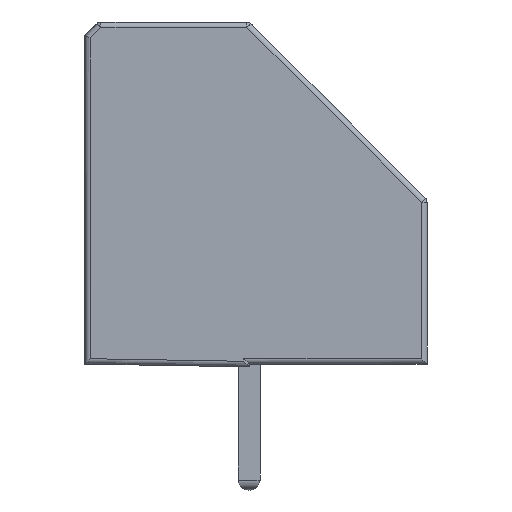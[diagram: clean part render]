
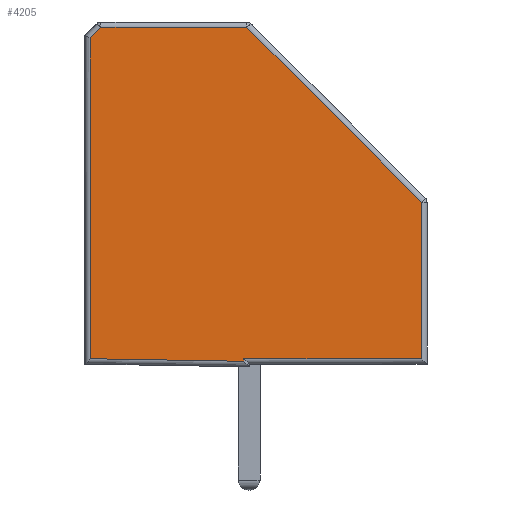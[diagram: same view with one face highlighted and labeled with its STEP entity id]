
A CAD part, left-side view. The second image highlights one B-rep face of the part: STEP entity #4205.
In plain terms, the highlighted planar face has unit normal (-1, 0, 0).
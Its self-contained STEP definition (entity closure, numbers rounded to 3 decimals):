
#13=DIRECTION('',(0.,0.,1.));
#28=VECTOR('',#29,1.);
#29=DIRECTION('',(0.,0.707,0.707));
#593=DIRECTION('',(0.,-1.,0.));
#655=VECTOR('',#656,1.);
#656=DIRECTION('',(0.,1.,0.));
#663=VECTOR('',#664,1.);
#664=DIRECTION('',(0.,0.707,-0.707));
#671=VECTOR('',#672,1.);
#672=DIRECTION('',(0.,0.,-1.));
#679=VECTOR('',#680,1.);
#680=DIRECTION('',(0.,-1.,-0.017));
#687=VECTOR('',#13,1.);
#694=VECTOR('',#593,1.);
#702=DIRECTION('',(-1.,0.,0.));
#703=DIRECTION('',(0.,-1.,0.));
#741=VERTEX_POINT('',#742);
#742=CARTESIAN_POINT('',(-2.5,0.083,12.4));
#752=EDGE_CURVE('',#753,#741,#755,.T.);
#753=VERTEX_POINT('',#754);
#754=CARTESIAN_POINT('',(-2.5,-6.3,6.017));
#755=LINE('',#756,#28);
#756=CARTESIAN_POINT('',(-2.5,-6.359,5.959));
#4205=ADVANCED_FACE('',(#4206),#4249,.T.);
#4206=FACE_BOUND('',#4207,.T.);
#4207=EDGE_LOOP('',(#4208,#4214,#4215,#4221,#4227,#4233,#4239,#4245));
#4208=ORIENTED_EDGE('',*,*,#4209,.T.);
#4209=EDGE_CURVE('',#4210,#753,#4212,.T.);
#4210=VERTEX_POINT('',#4211);
#4211=CARTESIAN_POINT('',(-2.5,-6.3,0.3));
#4212=LINE('',#4213,#687);
#4213=CARTESIAN_POINT('',(-2.5,-6.3,0.1));
#4214=ORIENTED_EDGE('',*,*,#752,.T.);
#4215=ORIENTED_EDGE('',*,*,#4216,.T.);
#4216=EDGE_CURVE('',#741,#4217,#4219,.T.);
#4217=VERTEX_POINT('',#4218);
#4218=CARTESIAN_POINT('',(-2.5,5.417,12.4));
#4219=LINE('',#4220,#655);
#4220=CARTESIAN_POINT('',(-2.5,0.,12.4));
#4221=ORIENTED_EDGE('',*,*,#4222,.T.);
#4222=EDGE_CURVE('',#4217,#4223,#4225,.T.);
#4223=VERTEX_POINT('',#4224);
#4224=CARTESIAN_POINT('',(-2.5,5.8,12.017));
#4225=LINE('',#4226,#663);
#4226=CARTESIAN_POINT('',(-2.5,5.359,12.459));
#4227=ORIENTED_EDGE('',*,*,#4228,.T.);
#4228=EDGE_CURVE('',#4223,#4229,#4231,.T.);
#4229=VERTEX_POINT('',#4230);
#4230=CARTESIAN_POINT('',(-2.5,5.8,0.297));
#4231=LINE('',#4232,#671);
#4232=CARTESIAN_POINT('',(-2.5,5.8,12.1));
#4233=ORIENTED_EDGE('',*,*,#4234,.T.);
#4234=EDGE_CURVE('',#4229,#4235,#4237,.T.);
#4235=VERTEX_POINT('',#4236);
#4236=CARTESIAN_POINT('',(-2.5,0.2,0.203));
#4237=LINE('',#4238,#679);
#4238=CARTESIAN_POINT('',(-2.5,5.997,0.3));
#4239=ORIENTED_EDGE('',*,*,#4240,.T.);
#4240=EDGE_CURVE('',#4235,#4241,#4243,.T.);
#4241=VERTEX_POINT('',#4242);
#4242=CARTESIAN_POINT('',(-2.5,0.2,0.3));
#4243=LINE('',#4244,#687);
#4244=CARTESIAN_POINT('',(-2.5,0.2,0.));
#4245=ORIENTED_EDGE('',*,*,#4246,.T.);
#4246=EDGE_CURVE('',#4241,#4210,#4247,.T.);
#4247=LINE('',#4248,#694);
#4248=CARTESIAN_POINT('',(-2.5,0.,0.3));
#4249=PLANE('',#4250);
#4250=AXIS2_PLACEMENT_3D('',#4251,#702,#703);
#4251=CARTESIAN_POINT('',(-2.5,0.417,5.581));
